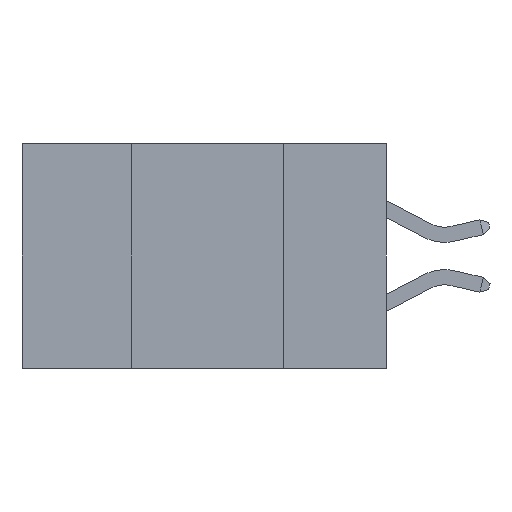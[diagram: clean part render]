
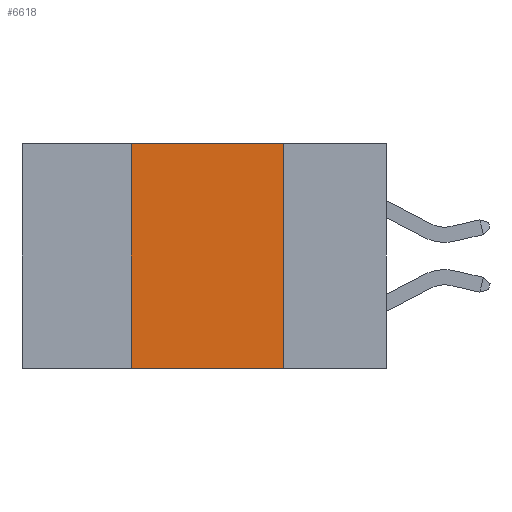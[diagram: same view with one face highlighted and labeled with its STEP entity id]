
A CAD part, left-side view. The second image highlights one B-rep face of the part: STEP entity #6618.
In plain terms, the highlighted planar face has unit normal (-1, 0, 0).
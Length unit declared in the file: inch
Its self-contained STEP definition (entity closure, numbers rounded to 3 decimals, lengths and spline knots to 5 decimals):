
#353 = VERTEX_POINT ( 'NONE', #9838 ) ;
#816 = CARTESIAN_POINT ( 'NONE',  ( 0., 0.42, -0.37 ) ) ;
#1008 = CARTESIAN_POINT ( 'NONE',  ( 0., 0.17, -0.37 ) ) ;
#1820 = VERTEX_POINT ( 'NONE', #1008 ) ;
#1963 = VECTOR ( 'NONE', #6351, 39.37008 ) ;
#2323 = VERTEX_POINT ( 'NONE', #11413 ) ;
#2647 = EDGE_CURVE ( 'NONE', #353, #15546, #4684, .T. ) ;
#2837 = CARTESIAN_POINT ( 'NONE',  ( 0., 0.6, -0.37 ) ) ;
#2911 = DIRECTION ( 'NONE',  ( 0., -1., 0. ) ) ;
#3032 = ORIENTED_EDGE ( 'NONE', *, *, #5178, .F. ) ;
#4045 = EDGE_CURVE ( 'NONE', #15546, #2323, #6428, .T. ) ;
#4684 = LINE ( 'NONE', #816, #12530 ) ;
#4875 = ORIENTED_EDGE ( 'NONE', *, *, #15447, .T. ) ;
#4937 = DIRECTION ( 'NONE',  ( 0., 0., 1. ) ) ;
#5178 = EDGE_CURVE ( 'NONE', #2323, #1820, #19825, .T. ) ;
#6253 = CARTESIAN_POINT ( 'NONE',  ( 0., 0.6, 0. ) ) ;
#6351 = DIRECTION ( 'NONE',  ( 0., -1., 0. ) ) ;
#6415 = VECTOR ( 'NONE', #13297, 39.37008 ) ;
#6428 = LINE ( 'NONE', #6253, #1963 ) ;
#6434 = ORIENTED_EDGE ( 'NONE', *, *, #2647, .F. ) ;
#6618 = ADVANCED_FACE ( 'NONE', ( #15008 ), #8286, .F. ) ;
#7583 = EDGE_LOOP ( 'NONE', ( #3032, #11404, #6434, #4875 ) ) ;
#7653 = VECTOR ( 'NONE', #2911, 39.37008 ) ;
#8286 = PLANE ( 'NONE',  #14070 ) ;
#9838 = CARTESIAN_POINT ( 'NONE',  ( 0., 0.42, -0.37 ) ) ;
#9840 = CARTESIAN_POINT ( 'NONE',  ( 0., 0.42, 0. ) ) ;
#9984 = DIRECTION ( 'NONE',  ( 0., 0., -1. ) ) ;
#11404 = ORIENTED_EDGE ( 'NONE', *, *, #4045, .F. ) ;
#11413 = CARTESIAN_POINT ( 'NONE',  ( 0., 0.17, 0. ) ) ;
#11587 = CARTESIAN_POINT ( 'NONE',  ( 0., 0.17, -0.37 ) ) ;
#12133 = LINE ( 'NONE', #2837, #7653 ) ;
#12530 = VECTOR ( 'NONE', #4937, 39.37008 ) ;
#13297 = DIRECTION ( 'NONE',  ( 0., 0., -1. ) ) ;
#14070 = AXIS2_PLACEMENT_3D ( 'NONE', #15005, #20095, #9984 ) ;
#15005 = CARTESIAN_POINT ( 'NONE',  ( 0., 0.6, 0. ) ) ;
#15008 = FACE_OUTER_BOUND ( 'NONE', #7583, .T. ) ;
#15447 = EDGE_CURVE ( 'NONE', #353, #1820, #12133, .T. ) ;
#15546 = VERTEX_POINT ( 'NONE', #9840 ) ;
#19825 = LINE ( 'NONE', #11587, #6415 ) ;
#20095 = DIRECTION ( 'NONE',  ( 1., 0., 0. ) ) ;
